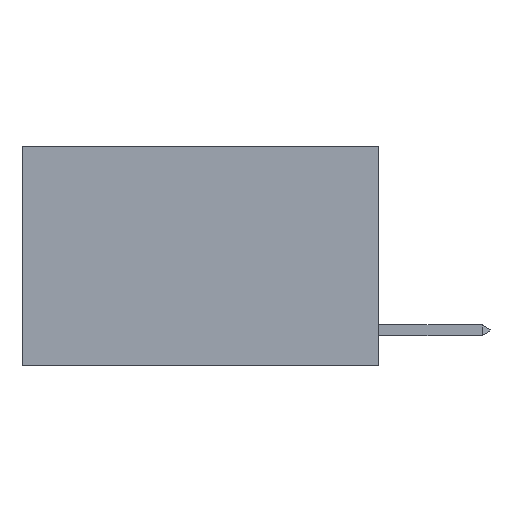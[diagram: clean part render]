
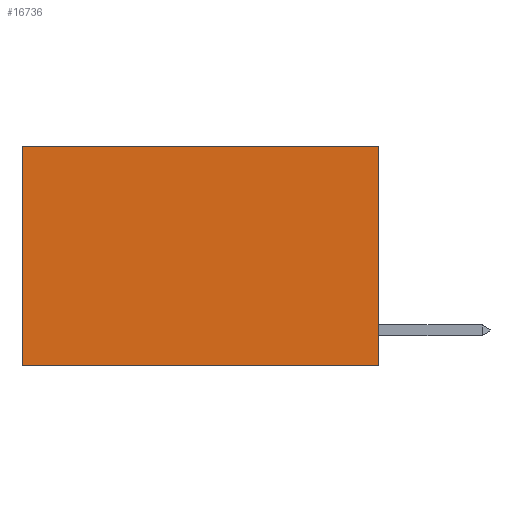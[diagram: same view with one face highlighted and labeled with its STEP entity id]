
A CAD part, left-side view. The second image highlights one B-rep face of the part: STEP entity #16736.
In plain terms, the highlighted planar face has unit normal (-1, 0, 0).
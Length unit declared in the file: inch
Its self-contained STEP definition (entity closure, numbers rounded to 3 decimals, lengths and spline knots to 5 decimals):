
#1228 = EDGE_CURVE ( 'NONE', #4761, #13600, #6579, .T. ) ;
#1658 = CARTESIAN_POINT ( 'NONE',  ( 0.2625, 0., 0. ) ) ;
#3089 = PLANE ( 'NONE',  #16977 ) ;
#3090 = DIRECTION ( 'NONE',  ( 0., 0., -1. ) ) ;
#3709 = DIRECTION ( 'NONE',  ( 0., 1., 0. ) ) ;
#3759 = LINE ( 'NONE', #3868, #21954 ) ;
#3868 = CARTESIAN_POINT ( 'NONE',  ( 0.2625, 0., 0. ) ) ;
#4529 = ORIENTED_EDGE ( 'NONE', *, *, #1228, .F. ) ;
#4680 = ORIENTED_EDGE ( 'NONE', *, *, #9611, .T. ) ;
#4761 = VERTEX_POINT ( 'NONE', #20718 ) ;
#6036 = DIRECTION ( 'NONE',  ( 0., 0., -1. ) ) ;
#6579 = LINE ( 'NONE', #20476, #18673 ) ;
#6918 = VERTEX_POINT ( 'NONE', #1658 ) ;
#6994 = EDGE_LOOP ( 'NONE', ( #4680, #4529, #22129, #22292 ) ) ;
#7082 = CARTESIAN_POINT ( 'NONE',  ( 0.2625, 0.6, 0. ) ) ;
#7759 = EDGE_CURVE ( 'NONE', #6918, #4761, #18781, .T. ) ;
#8497 = EDGE_CURVE ( 'NONE', #6918, #22152, #3759, .T. ) ;
#9611 = EDGE_CURVE ( 'NONE', #22152, #13600, #15707, .T. ) ;
#10136 = DIRECTION ( 'NONE',  ( 0., 0., -1. ) ) ;
#10226 = CARTESIAN_POINT ( 'NONE',  ( 0.2625, 0., 0. ) ) ;
#10788 = DIRECTION ( 'NONE',  ( 0., 1., 0. ) ) ;
#11547 = CARTESIAN_POINT ( 'NONE',  ( 0.2625, 0.6, 0. ) ) ;
#13600 = VERTEX_POINT ( 'NONE', #22323 ) ;
#14270 = VECTOR ( 'NONE', #3090, 39.37008 ) ;
#14803 = FACE_OUTER_BOUND ( 'NONE', #6994, .T. ) ;
#15707 = LINE ( 'NONE', #7082, #16796 ) ;
#16386 = CARTESIAN_POINT ( 'NONE',  ( 0.2625, 0., 0. ) ) ;
#16736 = ADVANCED_FACE ( 'NONE', ( #14803 ), #3089, .F. ) ;
#16796 = VECTOR ( 'NONE', #10136, 39.37008 ) ;
#16977 = AXIS2_PLACEMENT_3D ( 'NONE', #16386, #21632, #6036 ) ;
#18673 = VECTOR ( 'NONE', #3709, 39.37008 ) ;
#18781 = LINE ( 'NONE', #10226, #14270 ) ;
#20476 = CARTESIAN_POINT ( 'NONE',  ( 0.2625, 0., -0.37 ) ) ;
#20718 = CARTESIAN_POINT ( 'NONE',  ( 0.2625, 0., -0.37 ) ) ;
#21632 = DIRECTION ( 'NONE',  ( 1., 0., 0. ) ) ;
#21954 = VECTOR ( 'NONE', #10788, 39.37008 ) ;
#22129 = ORIENTED_EDGE ( 'NONE', *, *, #7759, .F. ) ;
#22152 = VERTEX_POINT ( 'NONE', #11547 ) ;
#22292 = ORIENTED_EDGE ( 'NONE', *, *, #8497, .T. ) ;
#22323 = CARTESIAN_POINT ( 'NONE',  ( 0.2625, 0.6, -0.37 ) ) ;
